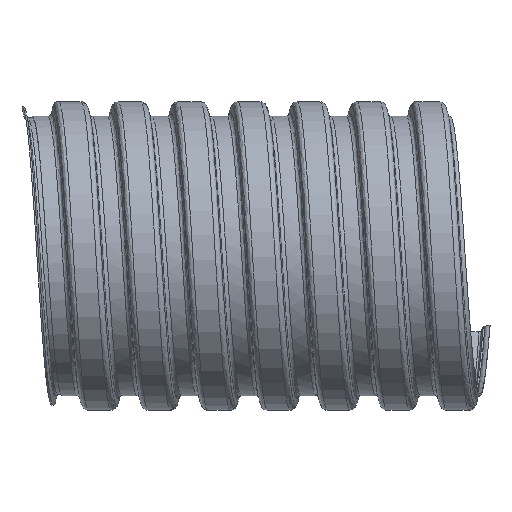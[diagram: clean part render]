
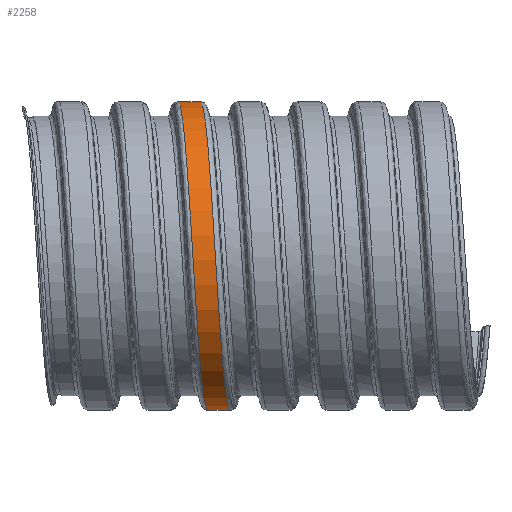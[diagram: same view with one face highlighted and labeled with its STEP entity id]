
A CAD part, top view. The second image highlights one B-rep face of the part: STEP entity #2258.
In plain terms, the highlighted cylindrical face has radius 33.35 mm (diameter 66.7 mm), a full revolution.
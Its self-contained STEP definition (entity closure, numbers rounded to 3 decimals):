
#236=FACE_OUTER_BOUND('',#348,.T.);
#348=EDGE_LOOP('',(#1789,#1790,#1791,#1792));
#525=B_SPLINE_CURVE_WITH_KNOTS('',3,(#11608,#11609,#11610,#11611,#11612,
#11613,#11614,#11615,#11616,#11617,#11618,#11619,#11620,#11621,#11622,#11623,
#11624),.UNSPECIFIED.,.F.,.F.,(4,1,1,1,1,1,1,1,1,1,1,1,1,1,4),(9.425,
9.475,9.973,10.472,10.971,11.469,
11.968,12.467,12.965,13.464,13.963,
14.461,14.96,15.459,15.708),
 .UNSPECIFIED.);
#526=B_SPLINE_CURVE_WITH_KNOTS('',3,(#11625,#11626,#11627,#11628,#11629,
#11630,#11631,#11632,#11633,#11634,#11635,#11636,#11637,#11638,#11639,#11640,
#11641),.UNSPECIFIED.,.F.,.F.,(4,1,1,1,1,1,1,1,1,1,1,1,1,1,4),(9.425,
9.475,9.973,10.472,10.971,11.469,
11.968,12.467,12.965,13.464,13.963,
14.461,14.96,15.459,15.708),
 .UNSPECIFIED.);
#647=LINE('',#11571,#761);
#648=LINE('',#11607,#762);
#761=VECTOR('',#2790,33.35);
#762=VECTOR('',#2793,33.35);
#963=VERTEX_POINT('',#11569);
#964=VERTEX_POINT('',#11570);
#965=VERTEX_POINT('',#11605);
#966=VERTEX_POINT('',#11606);
#1257=EDGE_CURVE('',#963,#964,#647,.T.);
#1260=EDGE_CURVE('',#965,#966,#648,.T.);
#1261=EDGE_CURVE('',#963,#965,#525,.T.);
#1262=EDGE_CURVE('',#964,#966,#526,.T.);
#1789=ORIENTED_EDGE('',*,*,#1260,.F.);
#1790=ORIENTED_EDGE('',*,*,#1261,.F.);
#1791=ORIENTED_EDGE('',*,*,#1257,.T.);
#1792=ORIENTED_EDGE('',*,*,#1262,.T.);
#2046=CYLINDRICAL_SURFACE('',#2449,33.35);
#2258=ADVANCED_FACE('',(#236),#2046,.T.);
#2449=AXIS2_PLACEMENT_3D('',#11604,#2791,#2792);
#2790=DIRECTION('',(-1.,0.,0.));
#2791=DIRECTION('center_axis',(1.,0.,0.));
#2792=DIRECTION('ref_axis',(0.,1.,0.));
#2793=DIRECTION('',(-1.,0.,0.));
#11569=CARTESIAN_POINT('',(32.101,-33.352,-0.001));
#11570=CARTESIAN_POINT('',(27.236,-33.352,-0.001));
#11571=CARTESIAN_POINT('',(12.751,-33.35,0.));
#11604=CARTESIAN_POINT('Origin',(12.751,0.,
0.));
#11605=CARTESIAN_POINT('',(45.001,-33.347,0.));
#11606=CARTESIAN_POINT('',(40.136,-33.347,0.));
#11607=CARTESIAN_POINT('',(12.751,-33.35,0.));
#11608=CARTESIAN_POINT('Ctrl Pts',(32.101,-33.352,-0.001));
#11609=CARTESIAN_POINT('Ctrl Pts',(32.135,-33.353,-0.555));
#11610=CARTESIAN_POINT('Ctrl Pts',(32.511,-33.204,-6.651));
#11611=CARTESIAN_POINT('Ctrl Pts',(33.227,-29.664,-18.127));
#11612=CARTESIAN_POINT('Ctrl Pts',(34.251,-17.382,-30.107));
#11613=CARTESIAN_POINT('Ctrl Pts',(35.275,-0.867,
-34.753));
#11614=CARTESIAN_POINT('Ctrl Pts',(36.299,15.86,-30.936));
#11615=CARTESIAN_POINT('Ctrl Pts',(37.323,28.723,-19.583));
#11616=CARTESIAN_POINT('Ctrl Pts',(38.346,34.591,-3.461));
#11617=CARTESIAN_POINT('Ctrl Pts',(39.37,32.034,13.504));
#11618=CARTESIAN_POINT('Ctrl Pts',(40.394,21.675,27.18));
#11619=CARTESIAN_POINT('Ctrl Pts',(41.418,6.037,34.236));
#11620=CARTESIAN_POINT('Ctrl Pts',(42.442,-11.072,32.954));
#11621=CARTESIAN_POINT('Ctrl Pts',(43.465,-25.484,23.646));
#11622=CARTESIAN_POINT('Ctrl Pts',(44.319,-32.322,11.089));
#11623=CARTESIAN_POINT('Ctrl Pts',(44.83,-33.347,2.772));
#11624=CARTESIAN_POINT('Ctrl Pts',(45.001,-33.347,0.));
#11625=CARTESIAN_POINT('Ctrl Pts',(27.236,-33.352,-0.001));
#11626=CARTESIAN_POINT('Ctrl Pts',(27.27,-33.353,-0.555));
#11627=CARTESIAN_POINT('Ctrl Pts',(27.646,-33.204,-6.651));
#11628=CARTESIAN_POINT('Ctrl Pts',(28.362,-29.664,-18.127));
#11629=CARTESIAN_POINT('Ctrl Pts',(29.386,-17.382,-30.107));
#11630=CARTESIAN_POINT('Ctrl Pts',(30.41,-0.867,
-34.753));
#11631=CARTESIAN_POINT('Ctrl Pts',(31.434,15.86,-30.936));
#11632=CARTESIAN_POINT('Ctrl Pts',(32.457,28.723,-19.583));
#11633=CARTESIAN_POINT('Ctrl Pts',(33.481,34.591,-3.461));
#11634=CARTESIAN_POINT('Ctrl Pts',(34.505,32.034,13.504));
#11635=CARTESIAN_POINT('Ctrl Pts',(35.529,21.675,27.18));
#11636=CARTESIAN_POINT('Ctrl Pts',(36.553,6.037,34.236));
#11637=CARTESIAN_POINT('Ctrl Pts',(37.577,-11.072,32.954));
#11638=CARTESIAN_POINT('Ctrl Pts',(38.6,-25.484,23.646));
#11639=CARTESIAN_POINT('Ctrl Pts',(39.454,-32.322,11.089));
#11640=CARTESIAN_POINT('Ctrl Pts',(39.965,-33.347,2.772));
#11641=CARTESIAN_POINT('Ctrl Pts',(40.136,-33.347,0.));
